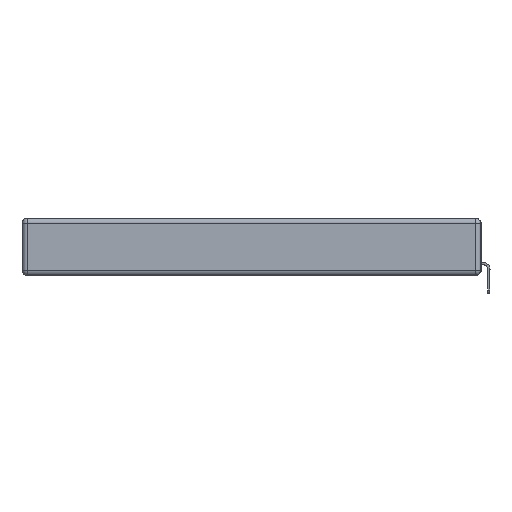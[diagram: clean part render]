
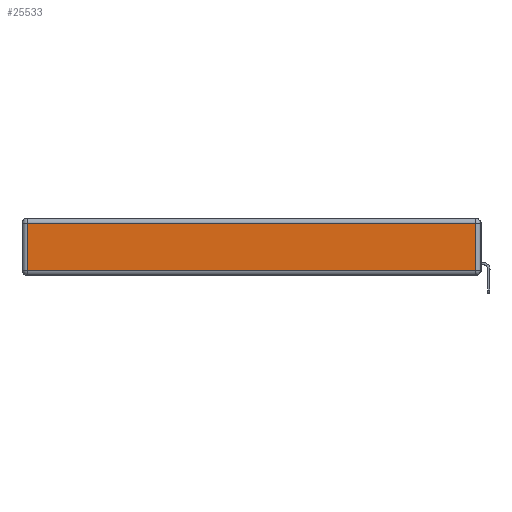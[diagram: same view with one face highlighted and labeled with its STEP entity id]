
A CAD part, left-side view. The second image highlights one B-rep face of the part: STEP entity #25533.
In plain terms, the highlighted planar face has unit normal (-1, 0, 0).
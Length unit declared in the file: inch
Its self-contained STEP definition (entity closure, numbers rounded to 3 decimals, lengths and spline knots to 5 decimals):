
#433 = VERTEX_POINT ( 'NONE', #15739 ) ;
#477 = EDGE_LOOP ( 'NONE', ( #9578, #15951, #11491, #14560 ) ) ;
#571 = CARTESIAN_POINT ( 'NONE',  ( 0., 2.75, -0.03 ) ) ;
#717 = CARTESIAN_POINT ( 'NONE',  ( 0., 2.72, -0.343 ) ) ;
#4372 = DIRECTION ( 'NONE',  ( 0., 0., 1. ) ) ;
#4760 = DIRECTION ( 'NONE',  ( 0., 0., -1. ) ) ;
#5161 = CARTESIAN_POINT ( 'NONE',  ( 0., 0., -0.313 ) ) ;
#7233 = VECTOR ( 'NONE', #4760, 39.37008 ) ;
#8377 = DIRECTION ( 'NONE',  ( 0., 1., 0. ) ) ;
#9556 = LINE ( 'NONE', #5161, #20068 ) ;
#9578 = ORIENTED_EDGE ( 'NONE', *, *, #17640, .T. ) ;
#9726 = DIRECTION ( 'NONE',  ( 0., 0., 1. ) ) ;
#9751 = VERTEX_POINT ( 'NONE', #15953 ) ;
#10081 = LINE ( 'NONE', #14231, #19955 ) ;
#10867 = VECTOR ( 'NONE', #8377, 39.37008 ) ;
#11491 = ORIENTED_EDGE ( 'NONE', *, *, #21844, .T. ) ;
#11514 = VERTEX_POINT ( 'NONE', #13750 ) ;
#12473 = CARTESIAN_POINT ( 'NONE',  ( 0., 0.03, -0.313 ) ) ;
#13750 = CARTESIAN_POINT ( 'NONE',  ( 0., 2.72, -0.313 ) ) ;
#14231 = CARTESIAN_POINT ( 'NONE',  ( 0., 0.03, -0.343 ) ) ;
#14560 = ORIENTED_EDGE ( 'NONE', *, *, #14807, .T. ) ;
#14807 = EDGE_CURVE ( 'NONE', #433, #11514, #16691, .T. ) ;
#15739 = CARTESIAN_POINT ( 'NONE',  ( 0., 2.72, -0.03 ) ) ;
#15951 = ORIENTED_EDGE ( 'NONE', *, *, #23283, .T. ) ;
#15953 = CARTESIAN_POINT ( 'NONE',  ( 0., 0.03, -0.03 ) ) ;
#16691 = LINE ( 'NONE', #717, #7233 ) ;
#17640 = EDGE_CURVE ( 'NONE', #11514, #22721, #9556, .T. ) ;
#18357 = LINE ( 'NONE', #571, #10867 ) ;
#19955 = VECTOR ( 'NONE', #4372, 39.37008 ) ;
#20068 = VECTOR ( 'NONE', #21022, 39.37008 ) ;
#21022 = DIRECTION ( 'NONE',  ( 0., -1., 0. ) ) ;
#21295 = AXIS2_PLACEMENT_3D ( 'NONE', #25435, #23253, #9726 ) ;
#21429 = FACE_OUTER_BOUND ( 'NONE', #477, .T. ) ;
#21844 = EDGE_CURVE ( 'NONE', #9751, #433, #18357, .T. ) ;
#22721 = VERTEX_POINT ( 'NONE', #12473 ) ;
#23132 = PLANE ( 'NONE',  #21295 ) ;
#23253 = DIRECTION ( 'NONE',  ( -1., 0., 0. ) ) ;
#23283 = EDGE_CURVE ( 'NONE', #22721, #9751, #10081, .T. ) ;
#25435 = CARTESIAN_POINT ( 'NONE',  ( 0., 0., -0.343 ) ) ;
#25533 = ADVANCED_FACE ( 'NONE', ( #21429 ), #23132, .T. ) ;
